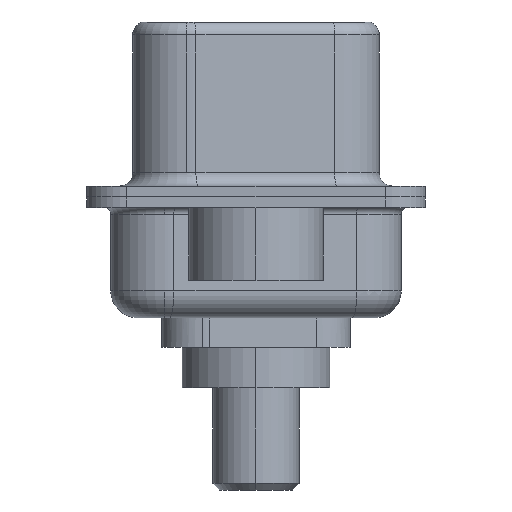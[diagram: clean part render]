
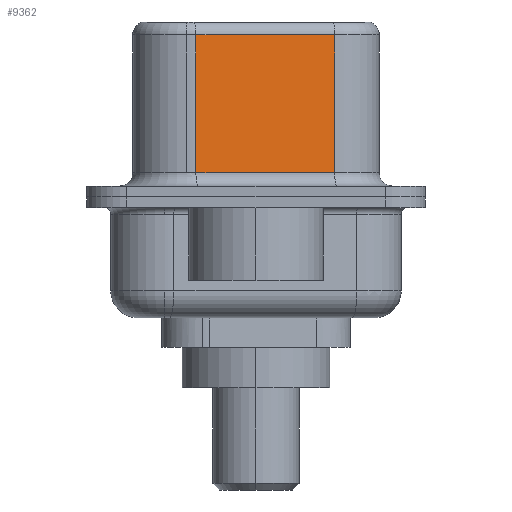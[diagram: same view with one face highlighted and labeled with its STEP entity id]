
A CAD part, left-side view. The second image highlights one B-rep face of the part: STEP entity #9362.
In plain terms, the highlighted planar face has unit normal (-0.985, -0.174, 0).
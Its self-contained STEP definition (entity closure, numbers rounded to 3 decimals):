
#651 = CARTESIAN_POINT ( 'NONE',  ( 3.67, 2.233, 6.52 ) ) ;
#1792 = ORIENTED_EDGE ( 'NONE', *, *, #13830, .F. ) ;
#2154 = CARTESIAN_POINT ( 'NONE',  ( 3.67, 2.233, 0.9 ) ) ;
#2428 = VECTOR ( 'NONE', #3352, 1000. ) ;
#3352 = DIRECTION ( 'NONE',  ( 0.174, -0.985, 0. ) ) ;
#3767 = EDGE_CURVE ( 'NONE', #10000, #11304, #12847, .T. ) ;
#4148 = VERTEX_POINT ( 'NONE', #2154 ) ;
#4168 = ORIENTED_EDGE ( 'NONE', *, *, #3767, .T. ) ;
#4463 = LINE ( 'NONE', #651, #14318 ) ;
#4722 = DIRECTION ( 'NONE',  ( 0., 0., -1. ) ) ;
#5581 = ORIENTED_EDGE ( 'NONE', *, *, #16335, .T. ) ;
#5582 = CARTESIAN_POINT ( 'NONE',  ( 4.58, -2.927, 6.02 ) ) ;
#5818 = CARTESIAN_POINT ( 'NONE',  ( 4.58, -2.927, 6.02 ) ) ;
#5996 = ORIENTED_EDGE ( 'NONE', *, *, #12854, .T. ) ;
#6026 = FACE_OUTER_BOUND ( 'NONE', #7685, .T. ) ;
#6217 = PLANE ( 'NONE',  #14565 ) ;
#7315 = VECTOR ( 'NONE', #7887, 1000. ) ;
#7562 = DIRECTION ( 'NONE',  ( 0.985, 0.174, 0. ) ) ;
#7685 = EDGE_LOOP ( 'NONE', ( #1792, #4168, #5996, #5581 ) ) ;
#7834 = CARTESIAN_POINT ( 'NONE',  ( 4.58, -2.927, 6.52 ) ) ;
#7887 = DIRECTION ( 'NONE',  ( 0., 0., -1. ) ) ;
#8799 = CARTESIAN_POINT ( 'NONE',  ( 4.58, -2.927, 6.52 ) ) ;
#9362 = ADVANCED_FACE ( 'NONE', ( #6026 ), #6217, .F. ) ;
#10000 = VERTEX_POINT ( 'NONE', #5818 ) ;
#10749 = LINE ( 'NONE', #7834, #7315 ) ;
#11176 = DIRECTION ( 'NONE',  ( -0.174, 0.985, 0. ) ) ;
#11304 = VERTEX_POINT ( 'NONE', #15856 ) ;
#12847 = LINE ( 'NONE', #5582, #16633 ) ;
#12854 = EDGE_CURVE ( 'NONE', #11304, #4148, #4463, .T. ) ;
#12881 = LINE ( 'NONE', #13711, #2428 ) ;
#13677 = CARTESIAN_POINT ( 'NONE',  ( 4.58, -2.927, 0.9 ) ) ;
#13711 = CARTESIAN_POINT ( 'NONE',  ( 4.58, -2.927, 0.9 ) ) ;
#13830 = EDGE_CURVE ( 'NONE', #10000, #14470, #10749, .T. ) ;
#14318 = VECTOR ( 'NONE', #4722, 1000. ) ;
#14470 = VERTEX_POINT ( 'NONE', #13677 ) ;
#14565 = AXIS2_PLACEMENT_3D ( 'NONE', #8799, #7562, #16527 ) ;
#15856 = CARTESIAN_POINT ( 'NONE',  ( 3.67, 2.233, 6.02 ) ) ;
#16335 = EDGE_CURVE ( 'NONE', #4148, #14470, #12881, .T. ) ;
#16527 = DIRECTION ( 'NONE',  ( -0.174, 0.985, 0. ) ) ;
#16633 = VECTOR ( 'NONE', #11176, 1000. ) ;
